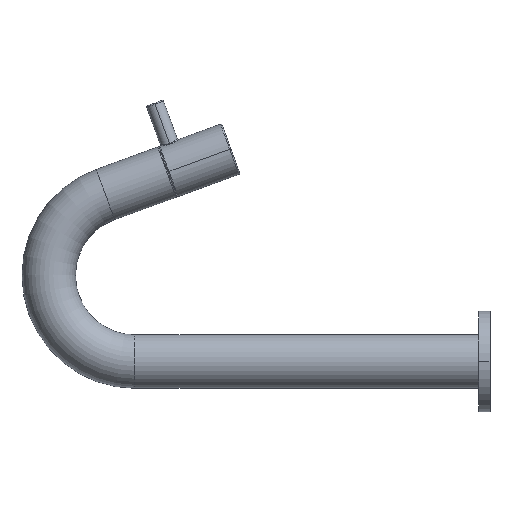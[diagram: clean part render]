
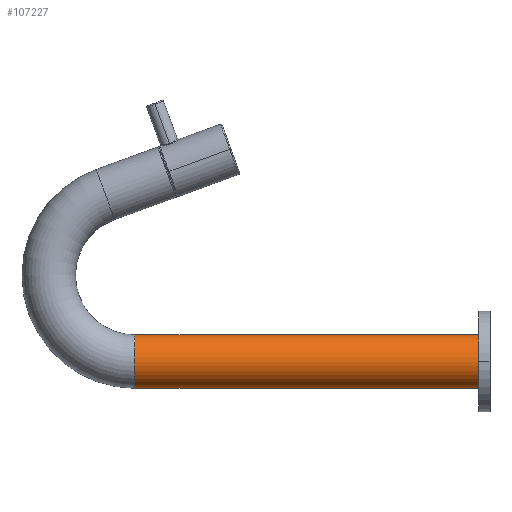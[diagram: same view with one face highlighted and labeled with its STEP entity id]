
A CAD part, left-side view. The second image highlights one B-rep face of the part: STEP entity #107227.
In plain terms, the highlighted cylindrical face has radius 12 mm (diameter 24 mm), a partial arc.
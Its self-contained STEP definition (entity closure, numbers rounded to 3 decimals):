
#36752=DIRECTION('',(0.,1.,0.));
#36753=VECTOR('',#36752,154.352);
#36754=CARTESIAN_POINT('',(0.,0.,12.));
#36755=LINE('',#36754,#36753);
#37166=CARTESIAN_POINT('',(0.,0.,0.));
#37167=DIRECTION('',(0.,1.,0.));
#37168=DIRECTION('',(0.,0.,-1.));
#37169=AXIS2_PLACEMENT_3D('',#37166,#37167,#37168);
#37171=DIRECTION('',(0.,1.,0.));
#37172=VECTOR('',#37171,154.352);
#37173=CARTESIAN_POINT('',(0.,0.,-12.));
#37174=LINE('',#37173,#37172);
#37175=CARTESIAN_POINT('',(0.,154.352,0.));
#37176=DIRECTION('',(0.,1.,0.));
#37177=DIRECTION('',(0.,0.,-1.));
#37178=AXIS2_PLACEMENT_3D('',#37175,#37176,#37177);
#59524=CARTESIAN_POINT('',(0.,154.352,12.));
#59525=CARTESIAN_POINT('',(0.,154.352,-12.));
#59526=VERTEX_POINT('',#59524);
#59527=VERTEX_POINT('',#59525);
#68444=CARTESIAN_POINT('',(0.,0.,12.));
#68445=CARTESIAN_POINT('',(0.,0.,-12.));
#68446=VERTEX_POINT('',#68444);
#68447=VERTEX_POINT('',#68445);
#107215=CARTESIAN_POINT('',(0.,0.,0.));
#107216=DIRECTION('',(0.,1.,0.));
#107217=DIRECTION('',(0.,0.,1.));
#107218=AXIS2_PLACEMENT_3D('',#107215,#107216,#107217);
#107219=CYLINDRICAL_SURFACE('',#107218,12.);
#107220=ORIENTED_EDGE('',*,*,#106261,.F.);
#107221=ORIENTED_EDGE('',*,*,#106237,.T.);
#107223=ORIENTED_EDGE('',*,*,#107222,.T.);
#107224=ORIENTED_EDGE('',*,*,#106234,.F.);
#107225=EDGE_LOOP('',(#107220,#107221,#107223,#107224));
#107226=FACE_OUTER_BOUND('',#107225,.F.);
#107227=ADVANCED_FACE('',(#107226),#107219,.T.);
#37170=CIRCLE('',#37169,12.);
#37179=CIRCLE('',#37178,12.);
#106234=EDGE_CURVE('',#68446,#59526,#36755,.T.);
#106237=EDGE_CURVE('',#68447,#59527,#37174,.T.);
#106261=EDGE_CURVE('',#68447,#68446,#37170,.T.);
#107222=EDGE_CURVE('',#59527,#59526,#37179,.T.);
